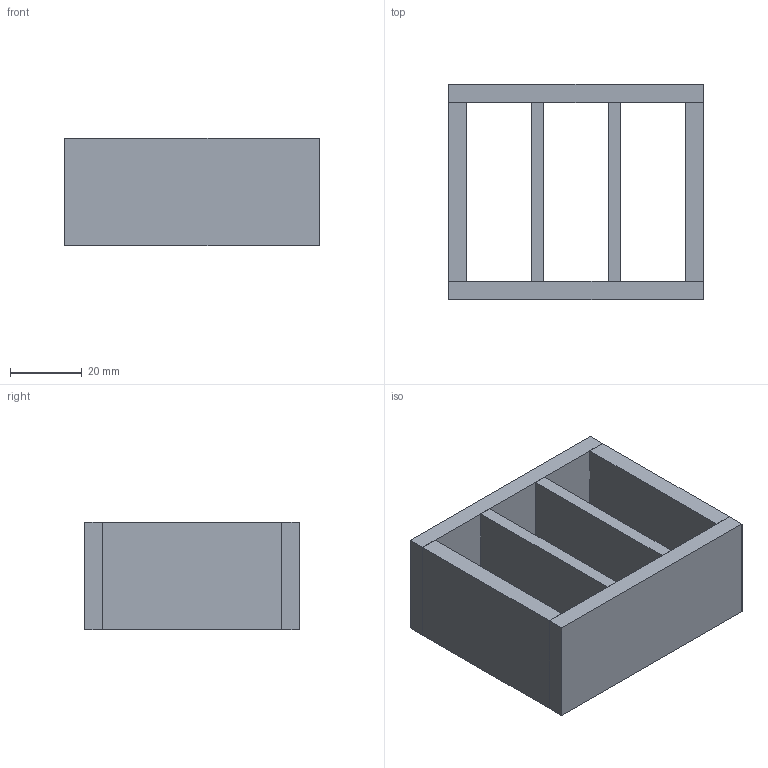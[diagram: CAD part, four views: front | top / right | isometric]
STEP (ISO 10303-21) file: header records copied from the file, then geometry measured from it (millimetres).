
FILE_DESCRIPTION(/* description */ (''),/* implementation_level */ '2;1');
FILE_NAME(/* name */ 'Case_Sebastian_v1.step',/* time_stamp */ '2020-07-14T12:27:20-03:00',/* author */ (''),/* organization */ (''),/* preprocessor_version */ 'ST-DEVELOPER v18.1',/* originating_system */ 'Autodesk Translation Framework v9.3.0.1241',/* authorisation */ '');
FILE_SCHEMA (('AUTOMOTIVE_DESIGN { 1 0 10303 214 3 1 1 }'));
Length unit declared in the file: millimetre
Products named in the file (8): Case; Case_1; Cube; Cube002; Cube003; Cube004; Cube005; Cube001
Assembly tree (7 placements, depth 3):
  Case
    Case_1
      Cube
      Cube002
      Cube003
      Cube004
      Cube005
      Cube001
Bounding box: 71.12 x 60 x 30 mm (x, y, z)
Volume: 47067.4 mm3; surface area: 25623.4 mm2
Topology: 7 solids, 7 shells, 42 faces, 84 edges, 56 vertices
Faces by surface type: plane 42
Entity records: 1307 total; most frequent: DIRECTION 198, CARTESIAN_POINT 197, ORIENTED_EDGE 168, LINE 84, VECTOR 84, EDGE_CURVE 84, AXIS2_PLACEMENT_3D 57, VERTEX_POINT 56
